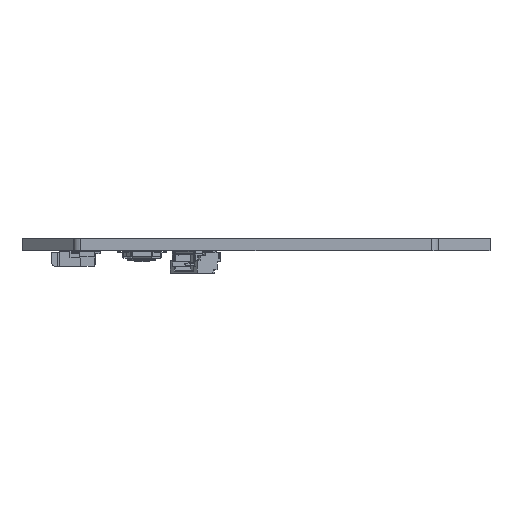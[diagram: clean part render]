
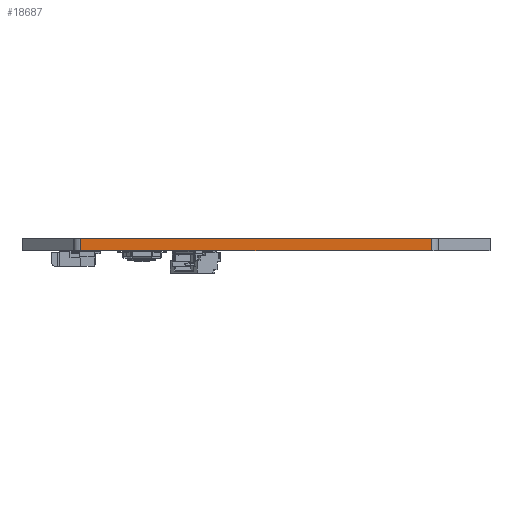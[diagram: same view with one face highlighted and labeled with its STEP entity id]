
A CAD part, front view. The second image highlights one B-rep face of the part: STEP entity #18687.
In plain terms, the highlighted planar face has unit normal (0, -1, 0).
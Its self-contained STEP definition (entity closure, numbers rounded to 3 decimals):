
#17285 = VERTEX_POINT('',#17286);
#17286 = CARTESIAN_POINT('',(-23.,0.,0.));
#17293 = EDGE_CURVE('',#17294,#17285,#17296,.T.);
#17294 = VERTEX_POINT('',#17295);
#17295 = CARTESIAN_POINT('',(23.,-0.,0.));
#17296 = LINE('',#17297,#17298);
#17297 = CARTESIAN_POINT('',(23.,-0.,0.));
#17298 = VECTOR('',#17299,1.);
#17299 = DIRECTION('',(-1.,0.,0.));
#17792 = VERTEX_POINT('',#17793);
#17793 = CARTESIAN_POINT('',(-23.,0.,1.6));
#17800 = EDGE_CURVE('',#17801,#17792,#17803,.T.);
#17801 = VERTEX_POINT('',#17802);
#17802 = CARTESIAN_POINT('',(23.,0.,1.6));
#17803 = LINE('',#17804,#17805);
#17804 = CARTESIAN_POINT('',(23.,0.,1.6));
#17805 = VECTOR('',#17806,1.);
#17806 = DIRECTION('',(-1.,0.,0.));
#18657 = EDGE_CURVE('',#17285,#17792,#18658,.T.);
#18658 = LINE('',#18659,#18660);
#18659 = CARTESIAN_POINT('',(-23.,0.,0.));
#18660 = VECTOR('',#18661,1.);
#18661 = DIRECTION('',(0.,0.,1.));
#18687 = ADVANCED_FACE('',(#18688),#18699,.T.);
#18688 = FACE_BOUND('',#18689,.T.);
#18689 = EDGE_LOOP('',(#18690,#18696,#18697,#18698));
#18690 = ORIENTED_EDGE('',*,*,#18691,.T.);
#18691 = EDGE_CURVE('',#17294,#17801,#18692,.T.);
#18692 = LINE('',#18693,#18694);
#18693 = CARTESIAN_POINT('',(23.,-0.,0.));
#18694 = VECTOR('',#18695,1.);
#18695 = DIRECTION('',(0.,0.,1.));
#18696 = ORIENTED_EDGE('',*,*,#17800,.T.);
#18697 = ORIENTED_EDGE('',*,*,#18657,.F.);
#18698 = ORIENTED_EDGE('',*,*,#17293,.F.);
#18699 = PLANE('',#18700);
#18700 = AXIS2_PLACEMENT_3D('',#18701,#18702,#18703);
#18701 = CARTESIAN_POINT('',(23.,0.,0.));
#18702 = DIRECTION('',(0.,-1.,0.));
#18703 = DIRECTION('',(-1.,0.,0.));
